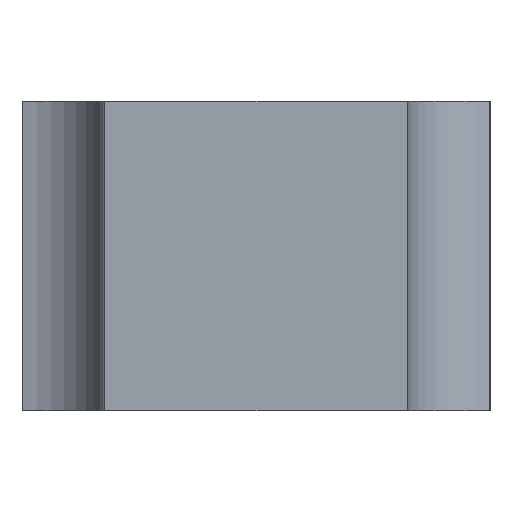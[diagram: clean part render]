
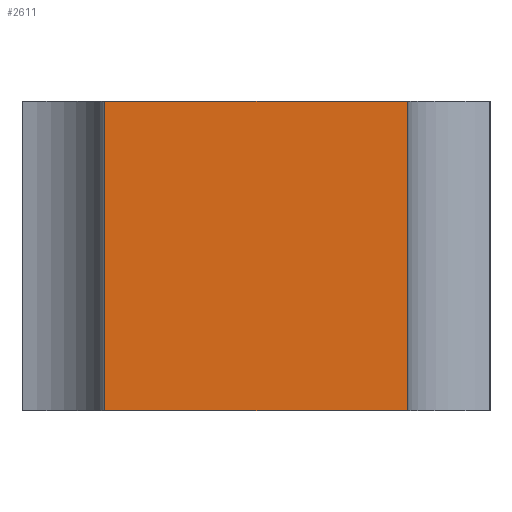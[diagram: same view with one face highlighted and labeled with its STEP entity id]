
A CAD part, left-side view. The second image highlights one B-rep face of the part: STEP entity #2611.
In plain terms, the highlighted planar face has unit normal (-1, 0, 0).
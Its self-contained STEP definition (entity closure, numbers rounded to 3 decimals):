
#1165=EDGE_CURVE('NONE',#1953,#2011,#3058,.T.);
#1585=EDGE_CURVE('NONE',#1953,#1871,#3547,.T.);
#1711=EDGE_CURVE('NONE',#2011,#2301,#3695,.T.);
#1871=VERTEX_POINT('NONE',#3873);
#1905=EDGE_CURVE('NONE',#1871,#2301,#3912,.T.);
#1953=VERTEX_POINT('NONE',#3965);
#2011=VERTEX_POINT('NONE',#4029);
#2301=VERTEX_POINT('NONE',#4361);
#2611=ADVANCED_FACE('NONE',(#4718),#4719,.F.);
#3058=LINE('',#5248,#5249);
#3547=LINE('',#5895,#5896);
#3695=LINE('',#6079,#6080);
#3873=CARTESIAN_POINT('',(-270.0,-22.0,-45.0));
#3912=LINE('',#6366,#6367);
#3965=CARTESIAN_POINT('',(-270.0,-22.0,0.0));
#4029=CARTESIAN_POINT('',(-270.0,22.0,0.0));
#4361=CARTESIAN_POINT('',(-270.0,22.0,-45.0));
#4718=FACE_OUTER_BOUND('',#7408,.T.);
#4719=PLANE('',#7409);
#5248=CARTESIAN_POINT('',(-270.0,34.0,0.0));
#5249=VECTOR('',#7975,1000.0);
#5895=CARTESIAN_POINT('',(-270.0,-22.0,0.0));
#5896=VECTOR('',#8598,1000.0);
#6079=CARTESIAN_POINT('',(-270.0,22.0,0.0));
#6080=VECTOR('',#8804,1000.0);
#6366=CARTESIAN_POINT('',(-270.0,34.0,-45.0));
#6367=VECTOR('',#9091,1000.0);
#7408=EDGE_LOOP('',(#10061,#10062,#10063,#10064));
#7409=AXIS2_PLACEMENT_3D('',#10065,#10066,#10067);
#7975=DIRECTION('',(-0.0,1.0,0.0));
#8598=DIRECTION('',(0.0,0.0,-1.0));
#8804=DIRECTION('',(0.0,0.0,-1.0));
#9091=DIRECTION('',(-0.0,1.0,0.0));
#10061=ORIENTED_EDGE('',*,*,#1905,.F.);
#10062=ORIENTED_EDGE('',*,*,#1585,.F.);
#10063=ORIENTED_EDGE('',*,*,#1165,.T.);
#10064=ORIENTED_EDGE('',*,*,#1711,.T.);
#10065=CARTESIAN_POINT('',(-270.0,34.0,-45.0));
#10066=DIRECTION('',(1.0,0.0,0.0));
#10067=DIRECTION('',(0.0,-1.0,0.0));
